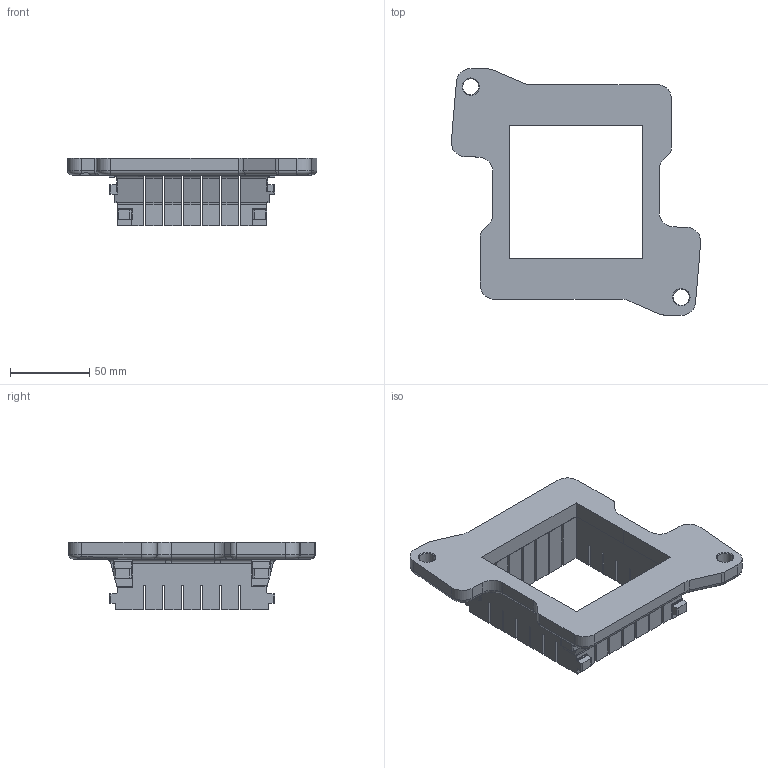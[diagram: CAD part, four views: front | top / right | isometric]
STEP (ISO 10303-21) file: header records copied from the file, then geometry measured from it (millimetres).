
FILE_DESCRIPTION(/* description */ (''),/* implementation_level */ '2;1');
FILE_NAME(/* name */ 'Pce_boucherie.stp',/* time_stamp */ '2023-11-01T00:04:58+01:00',/* author */ ('Nous'),/* organization */ (''),/* preprocessor_version */ 'ST-DEVELOPER v17',/* originating_system */ 'Autodesk Inventor 2019',/* authorisation */ '');
FILE_SCHEMA (('AUTOMOTIVE_DESIGN { 1 0 10303 214 3 1 1 }'));
Length unit declared in the file: millimetre
Products named in the file (1): Pce_boucherie
Bounding box: 157.2 x 155.77 x 42.6 mm (x, y, z)
Volume: 175692.5 mm3; surface area: 59619.6 mm2
Topology: 1 solids, 1 shells, 668 faces, 1829 edges, 1193 vertices
Faces by surface type: plane 466, cylinder 130, bspline 48, torus 20, cone 4
Full cylindrical faces by diameter (mm): 10 x2
Entity records: 21725 total; most frequent: CARTESIAN_POINT 4842, ORIENTED_EDGE 3658, DIRECTION 3233, EDGE_CURVE 1829, LINE 1417, VECTOR 1417, VERTEX_POINT 1193, AXIS2_PLACEMENT_3D 908
